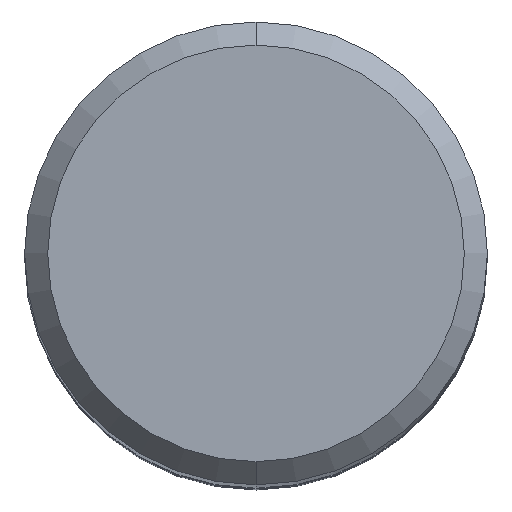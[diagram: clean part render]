
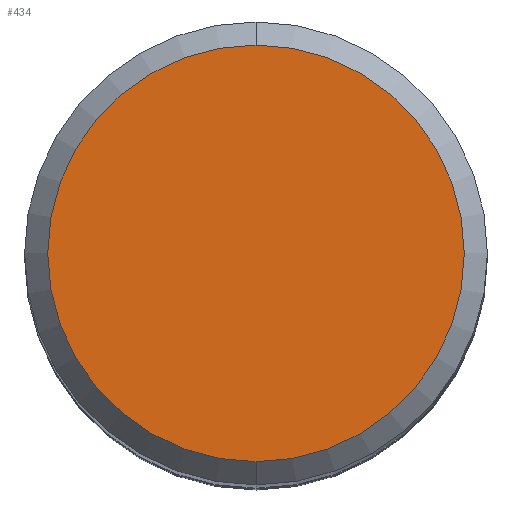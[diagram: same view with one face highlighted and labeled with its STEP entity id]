
A CAD part, top view. The second image highlights one B-rep face of the part: STEP entity #434.
In plain terms, the highlighted planar face has unit normal (0, 0, 1).
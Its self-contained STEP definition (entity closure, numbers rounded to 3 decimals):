
#206=VERTEX_POINT('',#537);
#242=EDGE_CURVE('',#322,#206,#579,.T.);
#322=VERTEX_POINT('',#662);
#434=ADVANCED_FACE('',(#788),#789,.T.);
#458=EDGE_CURVE('',#206,#322,#817,.T.);
#537=CARTESIAN_POINT('',(0.,-5.4,0.0));
#579=CIRCLE('',#974,5.4);
#662=CARTESIAN_POINT('',(0.0,5.4,0.0));
#788=FACE_OUTER_BOUND('',#1435,.T.);
#789=PLANE('',#1436);
#817=CIRCLE('',#1525,5.4);
#974=AXIS2_PLACEMENT_3D('',#1671,#1672,#1673);
#1435=EDGE_LOOP('',(#1881,#1882));
#1436=AXIS2_PLACEMENT_3D('',#1883,#1884,#1885);
#1525=AXIS2_PLACEMENT_3D('',#1924,#1925,#1926);
#1671=CARTESIAN_POINT('',(0.0,0.0,0.0));
#1672=DIRECTION('',(0.0,0.0,-1.0));
#1673=DIRECTION('',(0.0,1.0,0.0));
#1881=ORIENTED_EDGE('',*,*,#242,.F.);
#1882=ORIENTED_EDGE('',*,*,#458,.F.);
#1883=CARTESIAN_POINT('',(0.0,2.7,0.0));
#1884=DIRECTION('',(-0.0,0.0,1.0));
#1885=DIRECTION('',(0.0,-1.0,0.0));
#1924=CARTESIAN_POINT('',(0.0,0.0,0.0));
#1925=DIRECTION('',(0.0,0.0,-1.0));
#1926=DIRECTION('',(0.0,1.0,0.0));
